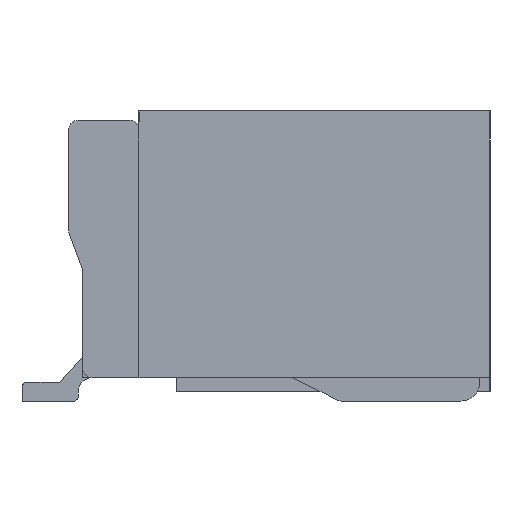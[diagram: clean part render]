
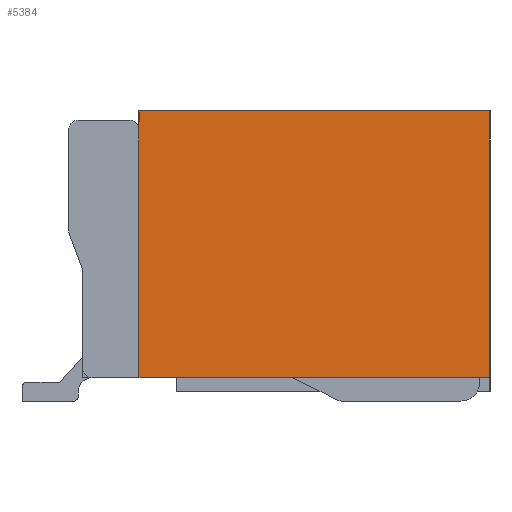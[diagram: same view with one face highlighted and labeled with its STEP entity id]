
A CAD part, left-side view. The second image highlights one B-rep face of the part: STEP entity #5384.
In plain terms, the highlighted planar face has unit normal (-1, 0, 0).
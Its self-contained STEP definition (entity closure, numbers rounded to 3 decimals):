
#1340=ORIENTED_EDGE('',*,*,#1819,.F.);
#1341=ORIENTED_EDGE('',*,*,#2367,.T.);
#1342=ORIENTED_EDGE('',*,*,#2154,.T.);
#1343=ORIENTED_EDGE('',*,*,#2366,.T.);
#1819=EDGE_CURVE('',#2579,#2580,#3099,.T.);
#2154=EDGE_CURVE('',#2837,#2836,#3422,.T.);
#2366=EDGE_CURVE('',#2836,#2580,#3626,.T.);
#2367=EDGE_CURVE('',#2579,#2837,#3627,.T.);
#2579=VERTEX_POINT('',#7334);
#2580=VERTEX_POINT('',#7336);
#2836=VERTEX_POINT('',#7998);
#2837=VERTEX_POINT('',#8000);
#3099=LINE('',#7335,#3799);
#3422=LINE('',#7999,#4122);
#3626=LINE('',#8410,#4326);
#3627=LINE('',#8412,#4327);
#3799=VECTOR('',#5951,1000.);
#4122=VECTOR('',#6442,1000.);
#4326=VECTOR('',#6846,1000.);
#4327=VECTOR('',#6849,1000.);
#4662=EDGE_LOOP('',(#1340,#1341,#1342,#1343));
#4930=FACE_BOUND('',#4662,.T.);
#5157=PLANE('',#5709);
#5384=ADVANCED_FACE('',(#4930),#5157,.T.);
#5709=AXIS2_PLACEMENT_3D('',#8411,#6847,#6848);
#5951=DIRECTION('',(0.,0.,1.));
#6442=DIRECTION('',(0.,0.,1.));
#6846=DIRECTION('',(0.,1.,0.));
#6847=DIRECTION('',(-1.,0.,0.));
#6848=DIRECTION('',(0.,0.,1.));
#6849=DIRECTION('',(0.,-1.,0.));
#7334=CARTESIAN_POINT('',(-6.,1.575,-1.35));
#7335=CARTESIAN_POINT('',(-6.,1.575,-11.612));
#7336=CARTESIAN_POINT('',(-6.,1.575,1.5));
#7998=CARTESIAN_POINT('',(-6.,-2.175,1.5));
#7999=CARTESIAN_POINT('',(-6.,-2.175,-1.5));
#8000=CARTESIAN_POINT('',(-6.,-2.175,-1.35));
#8410=CARTESIAN_POINT('',(-6.,-2.175,1.5));
#8411=CARTESIAN_POINT('',(-6.,0.,0.));
#8412=CARTESIAN_POINT('',(-6.,2.175,-1.35));
